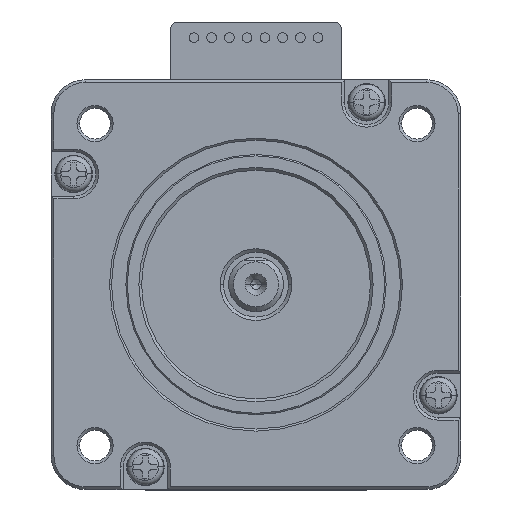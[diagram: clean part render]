
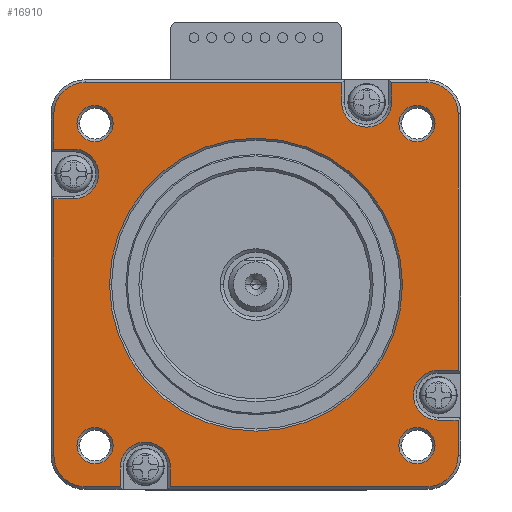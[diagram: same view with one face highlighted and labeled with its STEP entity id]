
A CAD part, top view. The second image highlights one B-rep face of the part: STEP entity #16910.
In plain terms, the highlighted planar face has unit normal (0, 0, 1).
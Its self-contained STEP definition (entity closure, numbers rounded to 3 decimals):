
#11000=CARTESIAN_POINT('',(26.7,-19.85,0.));
#11010=VERTEX_POINT('',#11000);
#11040=CARTESIAN_POINT('',(26.7,-16.2,0.));
#11050=DIRECTION('',(-0.,-0.,-1.));
#11060=DIRECTION('',(1.,0.,0.));
#11070=AXIS2_PLACEMENT_3D('',#11040,#11050,#11060);
#11080=CIRCLE('',#11070,3.65);
#11090=CARTESIAN_POINT('',(26.7,-12.55,0.));
#11100=VERTEX_POINT('',#11090);
#11110=EDGE_CURVE('',#11010,#11100,#11080,.T.);
#11320=CARTESIAN_POINT('',(29.6,-19.85,0.));
#11330=VERTEX_POINT('',#11320);
#11360=CARTESIAN_POINT('',(0.,-19.85,0.));
#11370=DIRECTION('',(1.,0.,-0.));
#11380=VECTOR('',#11370,1.);
#11390=LINE('',#11360,#11380);
#11400=EDGE_CURVE('',#11010,#11330,#11390,.T.);
#13280=CARTESIAN_POINT('',(29.6,-12.55,0.));
#13290=VERTEX_POINT('',#13280);
#13320=CARTESIAN_POINT('',(29.6,0.,0.));
#13330=DIRECTION('',(0.,1.,-0.));
#13340=VECTOR('',#13330,1.);
#13350=LINE('',#13320,#13340);
#13360=CARTESIAN_POINT('',(29.6,25.,
0.));
#13370=VERTEX_POINT('',#13360);
#13380=EDGE_CURVE('',#13290,#13370,#13350,.T.);
#13590=CARTESIAN_POINT('',(29.6,-25.,0.));
#13600=VERTEX_POINT('',#13590);
#13630=CARTESIAN_POINT('',(29.6,0.,0.));
#13640=DIRECTION('',(0.,1.,-0.));
#13650=VECTOR('',#13640,1.);
#13660=LINE('',#13630,#13650);
#13670=EDGE_CURVE('',#13600,#11330,#13660,.T.);
#14370=CARTESIAN_POINT('',(0.,-12.55,0.));
#14380=DIRECTION('',(-1.,0.,0.));
#14390=VECTOR('',#14380,1.);
#14400=LINE('',#14370,#14390);
#14410=EDGE_CURVE('',#13290,#11100,#14400,.T.);
#14470=CARTESIAN_POINT('',(-29.6,-29.6,0.));
#14480=DIRECTION('',(0.,0.,1.));
#14490=DIRECTION('',(1.,0.,-0.));
#14500=AXIS2_PLACEMENT_3D('',#14470,#14480,#14490);
#14510=PLANE('',#14500);
#14520=CARTESIAN_POINT('',(12.55,0.,0.));
#14530=DIRECTION('',(0.,-1.,-0.));
#14540=VECTOR('',#14530,1.);
#14550=LINE('',#14520,#14540);
#14560=CARTESIAN_POINT('',(12.55,29.6,0.));
#14570=VERTEX_POINT('',#14560);
#14580=CARTESIAN_POINT('',(12.55,26.7,0.));
#14590=VERTEX_POINT('',#14580);
#14600=EDGE_CURVE('',#14570,#14590,#14550,.T.);
#14610=ORIENTED_EDGE('',*,*,#14600,.F.);
#14620=CARTESIAN_POINT('',(16.2,26.7,0.));
#14630=DIRECTION('',(-0.,-0.,-1.));
#14640=DIRECTION('',(1.,0.,0.));
#14650=AXIS2_PLACEMENT_3D('',#14620,#14630,#14640);
#14660=CIRCLE('',#14650,3.65);
#14670=CARTESIAN_POINT('',(19.85,26.7,0.));
#14680=VERTEX_POINT('',#14670);
#14690=EDGE_CURVE('',#14680,#14590,#14660,.T.);
#14700=ORIENTED_EDGE('',*,*,#14690,.T.);
#14710=CARTESIAN_POINT('',(19.85,0.,-0.));
#14720=DIRECTION('',(0.,1.,-0.));
#14730=VECTOR('',#14720,1.);
#14740=LINE('',#14710,#14730);
#14750=CARTESIAN_POINT('',(19.85,29.6,0.));
#14760=VERTEX_POINT('',#14750);
#14770=EDGE_CURVE('',#14680,#14760,#14740,.T.);
#14780=ORIENTED_EDGE('',*,*,#14770,.F.);
#14790=CARTESIAN_POINT('',(0.,29.6,0.));
#14800=DIRECTION('',(-1.,-0.,-0.));
#14810=VECTOR('',#14800,1.);
#14820=LINE('',#14790,#14810);
#14830=CARTESIAN_POINT('',(25.,29.6,0.));
#14840=VERTEX_POINT('',#14830);
#14850=EDGE_CURVE('',#14840,#14760,#14820,.T.);
#14860=ORIENTED_EDGE('',*,*,#14850,.T.);
#14870=CARTESIAN_POINT('',(25.,25.,0.));
#14880=DIRECTION('',(-0.,-0.,1.));
#14890=DIRECTION('',(-1.,0.,-0.));
#14900=AXIS2_PLACEMENT_3D('',#14870,#14880,#14890);
#14910=CIRCLE('',#14900,4.6);
#14920=EDGE_CURVE('',#13370,#14840,#14910,.T.);
#14930=ORIENTED_EDGE('',*,*,#14920,.T.);
#14940=ORIENTED_EDGE('',*,*,#13380,.T.);
#14950=ORIENTED_EDGE('',*,*,#14410,.F.);
#14960=ORIENTED_EDGE('',*,*,#11110,.T.);
#14970=ORIENTED_EDGE('',*,*,#11400,.F.);
#14980=ORIENTED_EDGE('',*,*,#13670,.T.);
#14990=CARTESIAN_POINT('',(25.,-25.,0.));
#15000=DIRECTION('',(-0.,-0.,1.));
#15010=DIRECTION('',(-1.,0.,-0.));
#15020=AXIS2_PLACEMENT_3D('',#14990,#15000,#15010);
#15030=CIRCLE('',#15020,4.6);
#15040=CARTESIAN_POINT('',(25.,-29.6,0.));
#15050=VERTEX_POINT('',#15040);
#15060=EDGE_CURVE('',#15050,#13600,#15030,.T.);
#15070=ORIENTED_EDGE('',*,*,#15060,.T.);
#15080=CARTESIAN_POINT('',(0.,-29.6,0.));
#15090=DIRECTION('',(1.,-0.,-0.));
#15100=VECTOR('',#15090,1.);
#15110=LINE('',#15080,#15100);
#15120=CARTESIAN_POINT('',(-12.55,-29.6,0.));
#15130=VERTEX_POINT('',#15120);
#15140=EDGE_CURVE('',#15130,#15050,#15110,.T.);
#15150=ORIENTED_EDGE('',*,*,#15140,.T.);
#15160=CARTESIAN_POINT('',(-12.55,0.,0.));
#15170=DIRECTION('',(0.,1.,-0.));
#15180=VECTOR('',#15170,1.);
#15190=LINE('',#15160,#15180);
#15200=CARTESIAN_POINT('',(-12.55,-26.7,
0.));
#15210=VERTEX_POINT('',#15200);
#15220=EDGE_CURVE('',#15130,#15210,#15190,.T.);
#15230=ORIENTED_EDGE('',*,*,#15220,.F.);
#15240=CARTESIAN_POINT('',(-16.2,-26.7,0.));
#15250=DIRECTION('',(-0.,-0.,-1.));
#15260=DIRECTION('',(1.,0.,0.));
#15270=AXIS2_PLACEMENT_3D('',#15240,#15250,#15260);
#15280=CIRCLE('',#15270,3.65);
#15290=CARTESIAN_POINT('',(-19.85,-26.7,0.));
#15300=VERTEX_POINT('',#15290);
#15310=EDGE_CURVE('',#15300,#15210,#15280,.T.);
#15320=ORIENTED_EDGE('',*,*,#15310,.T.);
#15330=CARTESIAN_POINT('',(-19.85,0.,0.));
#15340=DIRECTION('',(0.,-1.,-0.));
#15350=VECTOR('',#15340,1.);
#15360=LINE('',#15330,#15350);
#15370=CARTESIAN_POINT('',(-19.85,-29.6,0.));
#15380=VERTEX_POINT('',#15370);
#15390=EDGE_CURVE('',#15300,#15380,#15360,.T.);
#15400=ORIENTED_EDGE('',*,*,#15390,.F.);
#15410=CARTESIAN_POINT('',(0.,-29.6,0.));
#15420=DIRECTION('',(1.,-0.,-0.));
#15430=VECTOR('',#15420,1.);
#15440=LINE('',#15410,#15430);
#15450=CARTESIAN_POINT('',(-25.,-29.6,0.));
#15460=VERTEX_POINT('',#15450);
#15470=EDGE_CURVE('',#15460,#15380,#15440,.T.);
#15480=ORIENTED_EDGE('',*,*,#15470,.T.);
#15490=CARTESIAN_POINT('',(-25.,-25.,0.));
#15500=DIRECTION('',(-0.,-0.,1.));
#15510=DIRECTION('',(-1.,0.,-0.));
#15520=AXIS2_PLACEMENT_3D('',#15490,#15500,#15510);
#15530=CIRCLE('',#15520,4.6);
#15540=CARTESIAN_POINT('',(-29.6,-25.,0.));
#15550=VERTEX_POINT('',#15540);
#15560=EDGE_CURVE('',#15550,#15460,#15530,.T.);
#15570=ORIENTED_EDGE('',*,*,#15560,.T.);
#15580=CARTESIAN_POINT('',(-29.6,0.,0.));
#15590=DIRECTION('',(0.,-1.,-0.));
#15600=VECTOR('',#15590,1.);
#15610=LINE('',#15580,#15600);
#15620=CARTESIAN_POINT('',(-29.6,12.55,0.));
#15630=VERTEX_POINT('',#15620);
#15640=EDGE_CURVE('',#15630,#15550,#15610,.T.);
#15650=ORIENTED_EDGE('',*,*,#15640,.T.);
#15660=CARTESIAN_POINT('',(0.,12.55,-0.));
#15670=DIRECTION('',(1.,-0.,-0.));
#15680=VECTOR('',#15670,1.);
#15690=LINE('',#15660,#15680);
#15700=CARTESIAN_POINT('',(-26.7,12.55,0.))
;
#15710=VERTEX_POINT('',#15700);
#15720=EDGE_CURVE('',#15630,#15710,#15690,.T.);
#15730=ORIENTED_EDGE('',*,*,#15720,.F.);
#15740=CARTESIAN_POINT('',(-26.7,16.2,0.));
#15750=DIRECTION('',(-0.,-0.,-1.));
#15760=DIRECTION('',(1.,0.,0.));
#15770=AXIS2_PLACEMENT_3D('',#15740,#15750,#15760);
#15780=CIRCLE('',#15770,3.65);
#15790=CARTESIAN_POINT('',(-26.7,19.85,0.));
#15800=VERTEX_POINT('',#15790);
#15810=EDGE_CURVE('',#15800,#15710,#15780,.T.);
#15820=ORIENTED_EDGE('',*,*,#15810,.T.);
#15830=CARTESIAN_POINT('',(0.,19.85,0.));
#15840=DIRECTION('',(-1.,-0.,-0.));
#15850=VECTOR('',#15840,1.);
#15860=LINE('',#15830,#15850);
#15870=CARTESIAN_POINT('',(-29.6,19.85,0.));
#15880=VERTEX_POINT('',#15870);
#15890=EDGE_CURVE('',#15800,#15880,#15860,.T.);
#15900=ORIENTED_EDGE('',*,*,#15890,.F.);
#15910=CARTESIAN_POINT('',(-29.6,0.,0.));
#15920=DIRECTION('',(0.,-1.,-0.));
#15930=VECTOR('',#15920,1.);
#15940=LINE('',#15910,#15930);
#15950=CARTESIAN_POINT('',(-29.6,25.,0.));
#15960=VERTEX_POINT('',#15950);
#15970=EDGE_CURVE('',#15960,#15880,#15940,.T.);
#15980=ORIENTED_EDGE('',*,*,#15970,.T.);
#15990=CARTESIAN_POINT('',(-25.,25.,0.));
#16000=DIRECTION('',(-0.,-0.,1.));
#16010=DIRECTION('',(-1.,0.,-0.));
#16020=AXIS2_PLACEMENT_3D('',#15990,#16000,#16010);
#16030=CIRCLE('',#16020,4.6);
#16040=CARTESIAN_POINT('',(-25.,29.6,0.));
#16050=VERTEX_POINT('',#16040);
#16060=EDGE_CURVE('',#16050,#15960,#16030,.T.);
#16070=ORIENTED_EDGE('',*,*,#16060,.T.);
#16080=CARTESIAN_POINT('',(0.,29.6,0.));
#16090=DIRECTION('',(-1.,-0.,-0.));
#16100=VECTOR('',#16090,1.);
#16110=LINE('',#16080,#16100);
#16120=EDGE_CURVE('',#14570,#16050,#16110,.T.);
#16130=ORIENTED_EDGE('',*,*,#16120,.T.);
#16140=EDGE_LOOP('',(#16130,#16070,#15980,#15900,#15820,#15730,#15650,
#15570,#15480,#15400,#15320,#15230,#15150,#15070,#14980,#14970,#14960,
#14950,#14940,#14930,#14860,#14780,#14700,#14610));
#16150=FACE_OUTER_BOUND('',#16140,.T.);
#16160=CARTESIAN_POINT('',(0.,0.,
0.));
#16170=DIRECTION('',(-0.,-0.,-1.));
#16180=DIRECTION('',(1.,0.,0.));
#16190=AXIS2_PLACEMENT_3D('',#16160,#16170,#16180);
#16200=CIRCLE('',#16190,21.45);
#16210=CARTESIAN_POINT('',(21.45,0.,
0.));
#16220=VERTEX_POINT('',#16210);
#16230=CARTESIAN_POINT('',(-21.45,0.,
0.));
#16240=VERTEX_POINT('',#16230);
#16250=EDGE_CURVE('',#16220,#16240,#16200,.T.);
#16260=ORIENTED_EDGE('',*,*,#16250,.T.);
#16270=EDGE_CURVE('',#16240,#16220,#16200,.T.);
#16280=ORIENTED_EDGE('',*,*,#16270,.T.);
#16290=EDGE_LOOP('',(#16280,#16260));
#16300=FACE_BOUND('',#16290,.T.);
#16310=CARTESIAN_POINT('',(-23.57,-23.57,0.));
#16320=DIRECTION('',(-0.,-0.,-1.));
#16330=DIRECTION('',(1.,0.,0.));
#16340=AXIS2_PLACEMENT_3D('',#16310,#16320,#16330);
#16350=CIRCLE('',#16340,2.65);
#16360=CARTESIAN_POINT('',(-20.92,-23.57,0.));
#16370=VERTEX_POINT('',#16360);
#16380=CARTESIAN_POINT('',(-26.22,-23.57,0.));
#16390=VERTEX_POINT('',#16380);
#16400=EDGE_CURVE('',#16370,#16390,#16350,.T.);
#16410=ORIENTED_EDGE('',*,*,#16400,.T.);
#16420=EDGE_CURVE('',#16390,#16370,#16350,.T.);
#16430=ORIENTED_EDGE('',*,*,#16420,.T.);
#16440=EDGE_LOOP('',(#16430,#16410));
#16450=FACE_BOUND('',#16440,.T.);
#16460=CARTESIAN_POINT('',(23.57,-23.57,0.));
#16470=DIRECTION('',(-0.,-0.,-1.));
#16480=DIRECTION('',(1.,0.,0.));
#16490=AXIS2_PLACEMENT_3D('',#16460,#16470,#16480);
#16500=CIRCLE('',#16490,2.65);
#16510=CARTESIAN_POINT('',(26.22,-23.57,0.));
#16520=VERTEX_POINT('',#16510);
#16530=CARTESIAN_POINT('',(20.92,-23.57,0.));
#16540=VERTEX_POINT('',#16530);
#16550=EDGE_CURVE('',#16520,#16540,#16500,.T.);
#16560=ORIENTED_EDGE('',*,*,#16550,.T.);
#16570=EDGE_CURVE('',#16540,#16520,#16500,.T.);
#16580=ORIENTED_EDGE('',*,*,#16570,.T.);
#16590=EDGE_LOOP('',(#16580,#16560));
#16600=FACE_BOUND('',#16590,.T.);
#16610=CARTESIAN_POINT('',(23.57,23.57,0.));
#16620=DIRECTION('',(-0.,-0.,-1.));
#16630=DIRECTION('',(1.,0.,0.));
#16640=AXIS2_PLACEMENT_3D('',#16610,#16620,#16630);
#16650=CIRCLE('',#16640,2.65);
#16660=CARTESIAN_POINT('',(26.22,23.57,0.));
#16670=VERTEX_POINT('',#16660);
#16680=CARTESIAN_POINT('',(20.92,23.57,0.));
#16690=VERTEX_POINT('',#16680);
#16700=EDGE_CURVE('',#16670,#16690,#16650,.T.);
#16710=ORIENTED_EDGE('',*,*,#16700,.T.);
#16720=EDGE_CURVE('',#16690,#16670,#16650,.T.);
#16730=ORIENTED_EDGE('',*,*,#16720,.T.);
#16740=EDGE_LOOP('',(#16730,#16710));
#16750=FACE_BOUND('',#16740,.T.);
#16760=CARTESIAN_POINT('',(-23.57,23.57,0.));
#16770=DIRECTION('',(-0.,-0.,-1.));
#16780=DIRECTION('',(1.,0.,0.));
#16790=AXIS2_PLACEMENT_3D('',#16760,#16770,#16780);
#16800=CIRCLE('',#16790,2.65);
#16810=CARTESIAN_POINT('',(-26.22,23.57,0.));
#16820=VERTEX_POINT('',#16810);
#16830=CARTESIAN_POINT('',(-20.92,23.57,0.));
#16840=VERTEX_POINT('',#16830);
#16850=EDGE_CURVE('',#16820,#16840,#16800,.T.);
#16860=ORIENTED_EDGE('',*,*,#16850,.T.);
#16870=EDGE_CURVE('',#16840,#16820,#16800,.T.);
#16880=ORIENTED_EDGE('',*,*,#16870,.T.);
#16890=EDGE_LOOP('',(#16880,#16860));
#16900=FACE_BOUND('',#16890,.T.);
#16910=ADVANCED_FACE('',(#16150,#16300,#16450,#16600,#16750,#16900),
#14510,.T.);
